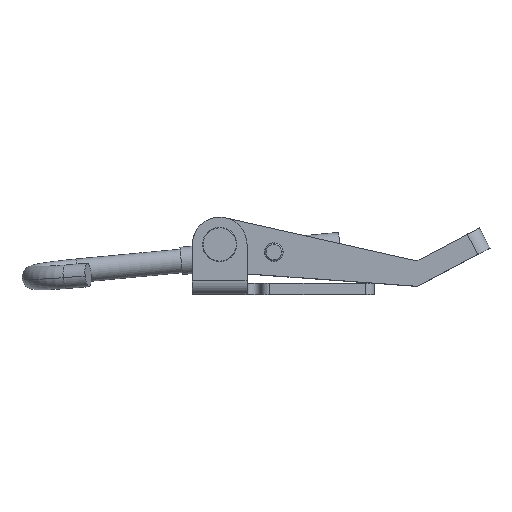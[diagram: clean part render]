
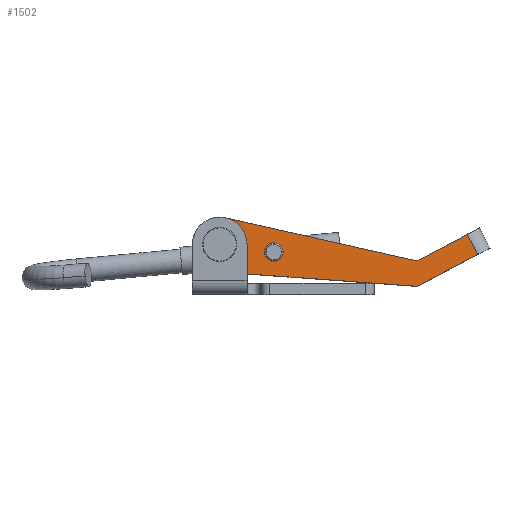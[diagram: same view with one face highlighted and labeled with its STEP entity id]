
A CAD part, top view. The second image highlights one B-rep face of the part: STEP entity #1502.
In plain terms, the highlighted face is planar.
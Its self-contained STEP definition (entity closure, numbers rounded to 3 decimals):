
#105 = VERTEX_POINT ( 'NONE', #2865 ) ;
#173 = CARTESIAN_POINT ( 'NONE',  ( 17.5, 0., -44. ) ) ;
#288 = CARTESIAN_POINT ( 'NONE',  ( 17.5, 6., -2.05 ) ) ;
#327 = CARTESIAN_POINT ( 'NONE',  ( 17.5, 6., 0. ) ) ;
#524 = CIRCLE ( 'NONE', #2161, 2.05 ) ;
#569 = DIRECTION ( 'NONE',  ( 1., 0., 0. ) ) ;
#610 = VERTEX_POINT ( 'NONE', #3263 ) ;
#623 = CARTESIAN_POINT ( 'NONE',  ( 17.5, 5.2, -14.05 ) ) ;
#624 = CARTESIAN_POINT ( 'NONE',  ( 17.5, 27.722, -44.365 ) ) ;
#650 = DIRECTION ( 'NONE',  ( 0., 0., -1. ) ) ;
#728 = EDGE_CURVE ( 'NONE', #1340, #610, #524, .T. ) ;
#754 = CARTESIAN_POINT ( 'NONE',  ( 17.5, 11.803, -1.764 ) ) ;
#812 = CARTESIAN_POINT ( 'NONE',  ( 17.5, 6., 0. ) ) ;
#888 = AXIS2_PLACEMENT_3D ( 'NONE', #3223, #1324, #3547 ) ;
#890 = CARTESIAN_POINT ( 'NONE',  ( 17.5, 10.599, -51.527 ) ) ;
#927 = CARTESIAN_POINT ( 'NONE',  ( 17.5, 0., 0. ) ) ;
#934 = EDGE_CURVE ( 'NONE', #105, #1191, #4091, .T. ) ;
#946 = FACE_BOUND ( 'NONE', #2434, .T. ) ;
#948 = VECTOR ( 'NONE', #3735, 1000. ) ;
#1029 = LINE ( 'NONE', #1538, #2622 ) ;
#1061 = ORIENTED_EDGE ( 'NONE', *, *, #728, .F. ) ;
#1101 = DIRECTION ( 'NONE',  ( 1., 0., 0. ) ) ;
#1143 = DIRECTION ( 'NONE',  ( 0., 0., -1. ) ) ;
#1191 = VERTEX_POINT ( 'NONE', #2668 ) ;
#1205 = VECTOR ( 'NONE', #2685, 1000. ) ;
#1221 = ORIENTED_EDGE ( 'NONE', *, *, #1227, .T. ) ;
#1225 = DIRECTION ( 'NONE',  ( 0., 0., -1. ) ) ;
#1227 = EDGE_CURVE ( 'NONE', #2501, #1367, #3654, .T. ) ;
#1324 = DIRECTION ( 'NONE',  ( 1., 0., 0. ) ) ;
#1340 = VERTEX_POINT ( 'NONE', #623 ) ;
#1367 = VERTEX_POINT ( 'NONE', #3184 ) ;
#1374 = EDGE_CURVE ( 'NONE', #1367, #3519, #3066, .T. ) ;
#1404 = CIRCLE ( 'NONE', #888, 2.05 ) ;
#1423 = ORIENTED_EDGE ( 'NONE', *, *, #2590, .T. ) ;
#1502 = ADVANCED_FACE ( 'NONE', ( #3488, #2653, #946 ), #3175, .F. ) ;
#1534 = EDGE_CURVE ( 'NONE', #610, #1340, #1404, .T. ) ;
#1538 = CARTESIAN_POINT ( 'NONE',  ( 17.5, 0., 0. ) ) ;
#1567 = ORIENTED_EDGE ( 'NONE', *, *, #934, .F. ) ;
#1643 = ORIENTED_EDGE ( 'NONE', *, *, #1534, .F. ) ;
#1659 = ORIENTED_EDGE ( 'NONE', *, *, #1374, .T. ) ;
#1684 = CARTESIAN_POINT ( 'NONE',  ( 17.5, 0., 0. ) ) ;
#1726 = EDGE_LOOP ( 'NONE', ( #1567, #2219, #1221, #1659, #1845, #1423 ) ) ;
#1791 = VERTEX_POINT ( 'NONE', #4024 ) ;
#1809 = LINE ( 'NONE', #4023, #948 ) ;
#1823 = CIRCLE ( 'NONE', #2787, 2.05 ) ;
#1845 = ORIENTED_EDGE ( 'NONE', *, *, #4129, .T. ) ;
#1974 = VERTEX_POINT ( 'NONE', #173 ) ;
#2107 = ORIENTED_EDGE ( 'NONE', *, *, #2639, .F. ) ;
#2161 = AXIS2_PLACEMENT_3D ( 'NONE', #3006, #1101, #3319 ) ;
#2219 = ORIENTED_EDGE ( 'NONE', *, *, #3303, .T. ) ;
#2249 = DIRECTION ( 'NONE',  ( 0., 0., 1. ) ) ;
#2262 = VERTEX_POINT ( 'NONE', #288 ) ;
#2384 = VECTOR ( 'NONE', #3442, 1000. ) ;
#2434 = EDGE_LOOP ( 'NONE', ( #2490, #2107 ) ) ;
#2487 = AXIS2_PLACEMENT_3D ( 'NONE', #2494, #569, #2793 ) ;
#2490 = ORIENTED_EDGE ( 'NONE', *, *, #3723, .F. ) ;
#2494 = CARTESIAN_POINT ( 'NONE',  ( 17.5, 6., 0. ) ) ;
#2501 = VERTEX_POINT ( 'NONE', #2743 ) ;
#2563 = DIRECTION ( 'NONE',  ( 1., 0., 0. ) ) ;
#2590 = EDGE_CURVE ( 'NONE', #1974, #1191, #1809, .T. ) ;
#2622 = VECTOR ( 'NONE', #1225, 1000. ) ;
#2639 = EDGE_CURVE ( 'NONE', #1791, #2262, #2656, .T. ) ;
#2653 = FACE_BOUND ( 'NONE', #3645, .T. ) ;
#2656 = CIRCLE ( 'NONE', #2487, 2.05 ) ;
#2668 = CARTESIAN_POINT ( 'NONE',  ( 17.5, 7.949, -56.721 ) ) ;
#2685 = DIRECTION ( 'NONE',  ( 0., 0.148, 0.989 ) ) ;
#2743 = CARTESIAN_POINT ( 'NONE',  ( 17.5, 5.569, -43.477 ) ) ;
#2787 = AXIS2_PLACEMENT_3D ( 'NONE', #812, #3053, #1143 ) ;
#2793 = DIRECTION ( 'NONE',  ( 0., 0., -1. ) ) ;
#2865 = CARTESIAN_POINT ( 'NONE',  ( 17.5, 12.189, -54.071 ) ) ;
#3006 = CARTESIAN_POINT ( 'NONE',  ( 17.5, 5.2, -12. ) ) ;
#3053 = DIRECTION ( 'NONE',  ( 1., 0., 0. ) ) ;
#3066 = CIRCLE ( 'NONE', #3398, 6. ) ;
#3173 = DIRECTION ( 'NONE',  ( 0., -0.848, -0.53 ) ) ;
#3175 = PLANE ( 'NONE',  #3330 ) ;
#3184 = CARTESIAN_POINT ( 'NONE',  ( 17.5, 11.934, -0.887 ) ) ;
#3216 = LINE ( 'NONE', #890, #2384 ) ;
#3223 = CARTESIAN_POINT ( 'NONE',  ( 17.5, 5.2, -12. ) ) ;
#3263 = CARTESIAN_POINT ( 'NONE',  ( 17.5, 5.2, -9.95 ) ) ;
#3303 = EDGE_CURVE ( 'NONE', #105, #2501, #3216, .T. ) ;
#3319 = DIRECTION ( 'NONE',  ( 0., 0., -1. ) ) ;
#3330 = AXIS2_PLACEMENT_3D ( 'NONE', #927, #4119, #2249 ) ;
#3398 = AXIS2_PLACEMENT_3D ( 'NONE', #327, #2563, #650 ) ;
#3442 = DIRECTION ( 'NONE',  ( 0., -0.53, 0.848 ) ) ;
#3488 = FACE_OUTER_BOUND ( 'NONE', #1726, .T. ) ;
#3519 = VERTEX_POINT ( 'NONE', #1684 ) ;
#3547 = DIRECTION ( 'NONE',  ( 0., 0., -1. ) ) ;
#3645 = EDGE_LOOP ( 'NONE', ( #1061, #1643 ) ) ;
#3654 = LINE ( 'NONE', #754, #1205 ) ;
#3723 = EDGE_CURVE ( 'NONE', #2262, #1791, #1823, .T. ) ;
#3735 = DIRECTION ( 'NONE',  ( 0., 0.53, -0.848 ) ) ;
#3997 = VECTOR ( 'NONE', #3173, 1000. ) ;
#4023 = CARTESIAN_POINT ( 'NONE',  ( 17.5, 8.214, -57.145 ) ) ;
#4024 = CARTESIAN_POINT ( 'NONE',  ( 17.5, 6., 2.05 ) ) ;
#4091 = LINE ( 'NONE', #624, #3997 ) ;
#4119 = DIRECTION ( 'NONE',  ( -1., 0., 0. ) ) ;
#4129 = EDGE_CURVE ( 'NONE', #3519, #1974, #1029, .T. ) ;
